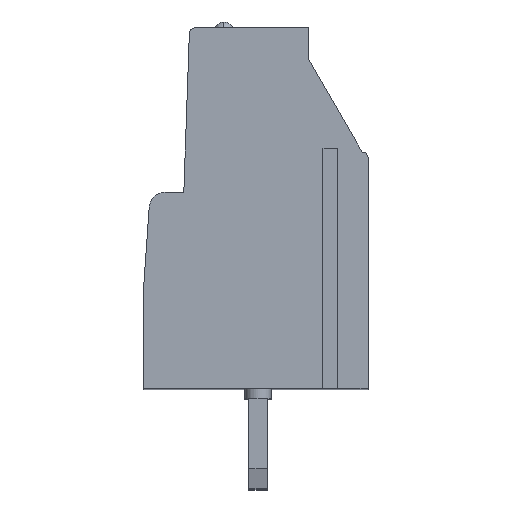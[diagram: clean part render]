
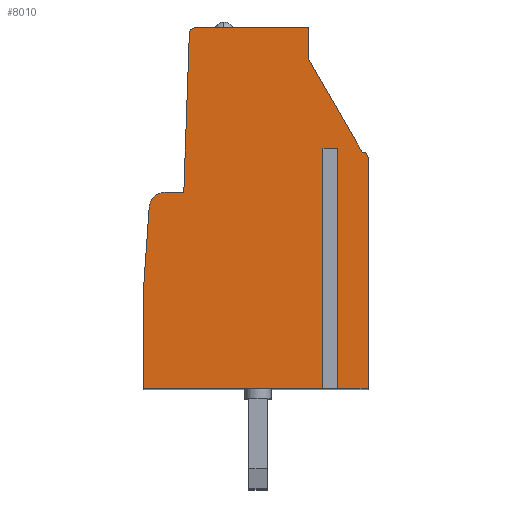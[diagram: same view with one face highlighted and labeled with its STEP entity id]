
A CAD part, top view. The second image highlights one B-rep face of the part: STEP entity #8010.
In plain terms, the highlighted planar face has unit normal (0, 0, 1).
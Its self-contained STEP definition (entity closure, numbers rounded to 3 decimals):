
#120=CARTESIAN_POINT('',(-36.604,87.486,-2.46));
#130=VERTEX_POINT('',#120);
#160=CARTESIAN_POINT('',(-79.995,87.486,-2.46));
#170=DIRECTION('',(1.,0.,0.));
#180=VECTOR('',#170,1.);
#190=LINE('',#160,#180);
#200=CARTESIAN_POINT('',(-36.19,87.486,-2.46));
#210=VERTEX_POINT('',#200);
#220=EDGE_CURVE('',#130,#210,#190,.T.);
#6760=CARTESIAN_POINT('',(-79.995,0.,-2.46));
#6770=DIRECTION('',(0.,0.,-1.));
#6780=DIRECTION('',(-1.,0.,0.));
#6790=AXIS2_PLACEMENT_3D('',#6760,#6770,#6780);
#6800=PLANE('',#6790);
#6810=CARTESIAN_POINT('',(-43.125,93.186,-2.46));
#6820=DIRECTION('',(0.,0.,-1.));
#6830=DIRECTION('',(-1.,0.,0.));
#6840=AXIS2_PLACEMENT_3D('',#6810,#6820,#6830);
#6850=CIRCLE('',#6840,0.3);
#6860=CARTESIAN_POINT('',(-43.425,93.196,-2.46));
#6870=VERTEX_POINT('',#6860);
#6880=CARTESIAN_POINT('',(-43.125,93.486,-2.46));
#6890=VERTEX_POINT('',#6880);
#6900=EDGE_CURVE('',#6870,#6890,#6850,.T.);
#6910=ORIENTED_EDGE('',*,*,#6900,.F.);
#6920=CARTESIAN_POINT('',(-79.995,93.486,-2.46));
#6930=DIRECTION('',(1.,0.,0.));
#6940=VECTOR('',#6930,1.);
#6950=LINE('',#6920,#6940);
#6960=CARTESIAN_POINT('',(-37.497,93.486,-2.46));
#6970=VERTEX_POINT('',#6960);
#6980=EDGE_CURVE('',#6890,#6970,#6950,.T.);
#6990=ORIENTED_EDGE('',*,*,#6980,.F.);
#7000=CARTESIAN_POINT('',(-37.497,0.,-2.46));
#7010=DIRECTION('',(0.,-1.,0.));
#7020=VECTOR('',#7010,1.);
#7030=LINE('',#7000,#7020);
#7040=CARTESIAN_POINT('',(-37.497,91.962,-2.46));
#7050=VERTEX_POINT('',#7040);
#7060=EDGE_CURVE('',#6970,#7050,#7030,.T.);
#7070=ORIENTED_EDGE('',*,*,#7060,.F.);
#7080=CARTESIAN_POINT('',(15.597,0.,-2.46));
#7090=DIRECTION('',(-0.5,0.866,0.));
#7100=VECTOR('',#7090,1.);
#7110=LINE('',#7080,#7100);
#7120=CARTESIAN_POINT('',(-34.797,87.286,-2.46));
#7130=VERTEX_POINT('',#7120);
#7140=EDGE_CURVE('',#7130,#7050,#7110,.T.);
#7150=ORIENTED_EDGE('',*,*,#7140,.T.);
#7160=CARTESIAN_POINT('',(-34.797,86.986,-2.46));
#7170=DIRECTION('',(0.,0.,-1.));
#7180=DIRECTION('',(-1.,0.,0.));
#7190=AXIS2_PLACEMENT_3D('',#7160,#7170,#7180);
#7200=CIRCLE('',#7190,0.3);
#7210=CARTESIAN_POINT('',(-34.497,86.986,-2.46));
#7220=VERTEX_POINT('',#7210);
#7230=EDGE_CURVE('',#7130,#7220,#7200,.T.);
#7240=ORIENTED_EDGE('',*,*,#7230,.F.);
#7250=CARTESIAN_POINT('',(-34.497,0.,-2.46));
#7260=DIRECTION('',(0.,-1.,0.));
#7270=VECTOR('',#7260,1.);
#7280=LINE('',#7250,#7270);
#7290=CARTESIAN_POINT('',(-34.497,75.486,-2.46));
#7300=VERTEX_POINT('',#7290);
#7310=EDGE_CURVE('',#7220,#7300,#7280,.T.);
#7320=ORIENTED_EDGE('',*,*,#7310,.F.);
#7330=CARTESIAN_POINT('',(-79.995,75.486,-2.46));
#7340=DIRECTION('',(1.,0.,0.));
#7350=VECTOR('',#7340,1.);
#7360=LINE('',#7330,#7350);
#7370=CARTESIAN_POINT('',(-36.19,75.486,-2.46));
#7380=VERTEX_POINT('',#7370);
#7390=EDGE_CURVE('',#7380,#7300,#7360,.T.);
#7400=ORIENTED_EDGE('',*,*,#7390,.T.);
#7410=CARTESIAN_POINT('',(-36.19,0.,-2.46));
#7420=DIRECTION('',(0.,-1.,0.));
#7430=VECTOR('',#7420,1.);
#7440=LINE('',#7410,#7430);
#7450=EDGE_CURVE('',#210,#7380,#7440,.T.);
#7460=ORIENTED_EDGE('',*,*,#7450,.T.);
#7470=ORIENTED_EDGE('',*,*,#220,.T.);
#7480=CARTESIAN_POINT('',(-36.604,0.,-2.46));
#7490=DIRECTION('',(0.,-1.,0.));
#7500=VECTOR('',#7490,1.);
#7510=LINE('',#7480,#7500);
#7520=CARTESIAN_POINT('',(-36.604,75.486,-2.46));
#7530=VERTEX_POINT('',#7520);
#7540=EDGE_CURVE('',#130,#7530,#7510,.T.);
#7550=ORIENTED_EDGE('',*,*,#7540,.F.);
#7560=CARTESIAN_POINT('',(-45.697,75.486,-2.46));
#7570=VERTEX_POINT('',#7560);
#7580=EDGE_CURVE('',#7570,#7530,#7360,.T.);
#7590=ORIENTED_EDGE('',*,*,#7580,.T.);
#7600=CARTESIAN_POINT('',(-45.697,0.,-2.46));
#7610=DIRECTION('',(0.,-1.,0.));
#7620=VECTOR('',#7610,1.);
#7630=LINE('',#7600,#7620);
#7640=CARTESIAN_POINT('',(-45.697,80.656,-2.46));
#7650=VERTEX_POINT('',#7640);
#7660=EDGE_CURVE('',#7650,#7570,#7630,.T.);
#7670=ORIENTED_EDGE('',*,*,#7660,.T.);
#7680=CARTESIAN_POINT('',(-51.272,0.,-2.46));
#7690=DIRECTION('',(-0.069,-0.998,
0.));
#7700=VECTOR('',#7690,1.);
#7710=LINE('',#7680,#7700);
#7720=CARTESIAN_POINT('',(-45.429,84.541,-2.46));
#7730=VERTEX_POINT('',#7720);
#7740=EDGE_CURVE('',#7730,#7650,#7710,.T.);
#7750=ORIENTED_EDGE('',*,*,#7740,.T.);
#7760=CARTESIAN_POINT('',(-44.631,84.486,-2.46));
#7770=DIRECTION('',(0.,0.,-1.));
#7780=DIRECTION('',(-1.,0.,0.));
#7790=AXIS2_PLACEMENT_3D('',#7760,#7770,#7780);
#7800=CIRCLE('',#7790,0.8);
#7810=CARTESIAN_POINT('',(-44.631,85.286,-2.46));
#7820=VERTEX_POINT('',#7810);
#7830=EDGE_CURVE('',#7730,#7820,#7800,.T.);
#7840=ORIENTED_EDGE('',*,*,#7830,.F.);
#7850=CARTESIAN_POINT('',(-79.995,85.286,-2.46));
#7860=DIRECTION('',(-1.,0.,0.));
#7870=VECTOR('',#7860,1.);
#7880=LINE('',#7850,#7870);
#7890=CARTESIAN_POINT('',(-43.701,85.286,-2.46));
#7900=VERTEX_POINT('',#7890);
#7910=EDGE_CURVE('',#7900,#7820,#7880,.T.);
#7920=ORIENTED_EDGE('',*,*,#7910,.T.);
#7930=CARTESIAN_POINT('',(-46.679,0.,-2.46));
#7940=DIRECTION('',(-0.035,-0.999,
0.));
#7950=VECTOR('',#7940,1.);
#7960=LINE('',#7930,#7950);
#7970=EDGE_CURVE('',#6870,#7900,#7960,.T.);
#7980=ORIENTED_EDGE('',*,*,#7970,.T.);
#7990=EDGE_LOOP('',(#7980,#7920,#7840,#7750,#7670,#7590,#7550,#7470,
#7460,#7400,#7320,#7240,#7150,#7070,#6990,#6910));
#8000=FACE_OUTER_BOUND('',#7990,.T.);
#8010=ADVANCED_FACE('',(#8000),#6800,.F.);
